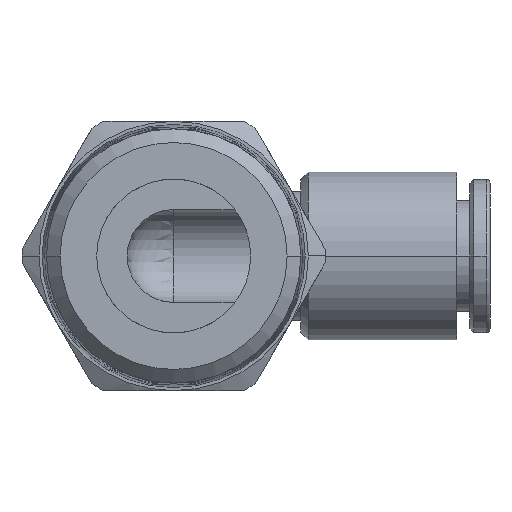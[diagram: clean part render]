
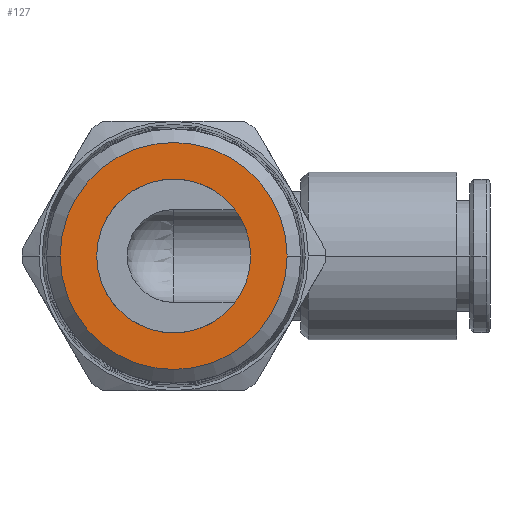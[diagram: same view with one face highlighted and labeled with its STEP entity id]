
A CAD part, front view. The second image highlights one B-rep face of the part: STEP entity #127.
In plain terms, the highlighted planar face has unit normal (0, -1, 0).
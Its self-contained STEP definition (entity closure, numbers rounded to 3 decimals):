
#127=ADVANCED_FACE('',(#339,#340),#341,.T.);
#339=FACE_BOUND('',#596,.T.);
#340=FACE_OUTER_BOUND('',#597,.T.);
#341=PLANE('',#598);
#596=EDGE_LOOP('',(#1272,#1273));
#597=EDGE_LOOP('',(#1274,#1275));
#598=AXIS2_PLACEMENT_3D('',#1276,#1277,#1278);
#1272=ORIENTED_EDGE('',*,*,#1744,.T.);
#1273=ORIENTED_EDGE('',*,*,#1711,.T.);
#1274=ORIENTED_EDGE('',*,*,#1641,.F.);
#1275=ORIENTED_EDGE('',*,*,#1774,.F.);
#1276=CARTESIAN_POINT('',(3.667,-17.5,0.0));
#1277=DIRECTION('',(-0.0,-1.0,-0.0));
#1278=DIRECTION('',(-1.0,0.0,0.0));
#1641=EDGE_CURVE('',#1960,#1963,#1964,.T.);
#1711=EDGE_CURVE('',#2086,#2092,#2094,.T.);
#1744=EDGE_CURVE('',#2092,#2086,#2144,.T.);
#1774=EDGE_CURVE('',#1963,#1960,#2177,.T.);
#1960=VERTEX_POINT('',#2488);
#1963=VERTEX_POINT('',#2492);
#1964=CIRCLE('',#2493,7.334);
#2086=VERTEX_POINT('',#2689);
#2092=VERTEX_POINT('',#2734);
#2094=CIRCLE('',#2737,4.975);
#2144=CIRCLE('',#2867,4.975);
#2177=CIRCLE('',#2900,7.334);
#2488=CARTESIAN_POINT('',(7.334,-17.5,0.0));
#2492=CARTESIAN_POINT('',(-7.334,-17.5,0.));
#2493=AXIS2_PLACEMENT_3D('',#3360,#3361,#3362);
#2689=CARTESIAN_POINT('',(4.975,-17.5,0.));
#2734=CARTESIAN_POINT('',(-4.975,-17.5,0.));
#2737=AXIS2_PLACEMENT_3D('',#3493,#3494,#3495);
#2867=AXIS2_PLACEMENT_3D('',#3550,#3551,#3552);
#2900=AXIS2_PLACEMENT_3D('',#3640,#3641,#3642);
#3360=CARTESIAN_POINT('',(0.0,-17.5,0.0));
#3361=DIRECTION('',(-0.0,1.0,0.0));
#3362=DIRECTION('',(1.0,0.0,0.0));
#3493=CARTESIAN_POINT('',(0.0,-17.5,0.0));
#3494=DIRECTION('',(-0.0,1.0,0.0));
#3495=DIRECTION('',(1.0,0.0,0.0));
#3550=CARTESIAN_POINT('',(0.0,-17.5,0.0));
#3551=DIRECTION('',(-0.0,1.0,0.0));
#3552=DIRECTION('',(1.0,0.0,0.0));
#3640=CARTESIAN_POINT('',(0.0,-17.5,0.0));
#3641=DIRECTION('',(-0.0,1.0,0.0));
#3642=DIRECTION('',(1.0,0.0,0.0));
